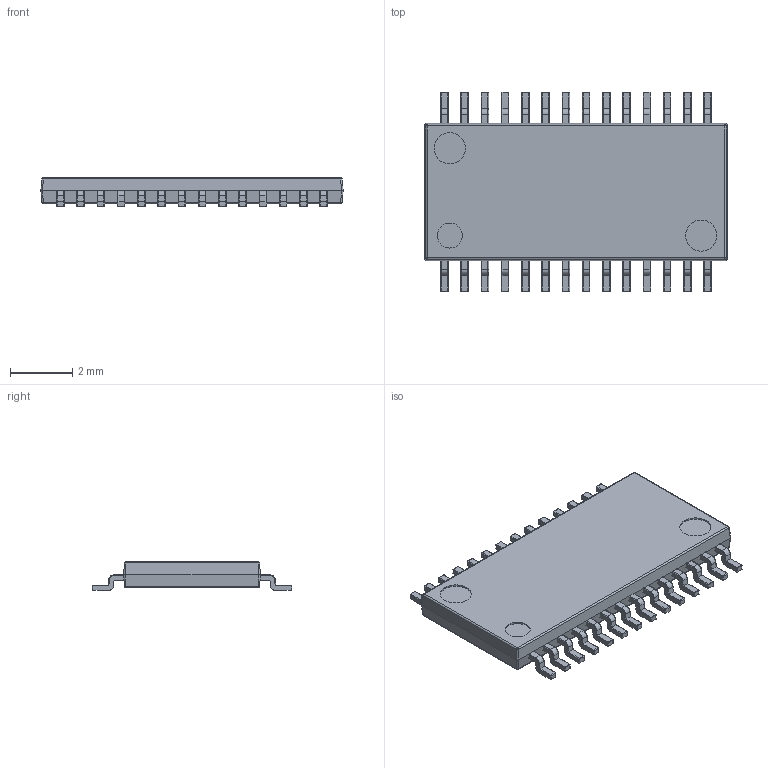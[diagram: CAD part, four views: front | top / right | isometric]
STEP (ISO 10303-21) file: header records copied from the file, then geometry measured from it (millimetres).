
FILE_DESCRIPTION(('STEP AP214'),'1');
FILE_NAME(' ',' ',('TraceParts'),('TraceParts S.A.'),'XStep 1.0',' ',' ');
FILE_SCHEMA(('automotive_design'));
Length unit declared in the file: millimetre
Products named in the file (16): NONE
Bounding box: 9.7 x 6.4 x 0.93 mm (x, y, z)
Volume: 39.6 mm3; surface area: 223.7 mm2
Topology: 16 solids, 16 shells, 642 faces, 1506 edges, 844 vertices
Faces by surface type: cylinder 302, plane 220, bspline 120
Entity records: 35914 total; most frequent: CARTESIAN_POINT 5156, STYLED_ITEM 2952, PRESENTATION_STYLE_ASSIGNMENT 2952, COLOUR_RGB 2952, ORIENTED_EDGE 2900, DIRECTION 2894, EDGE_CURVE 1450, CURVE_STYLE 1450
